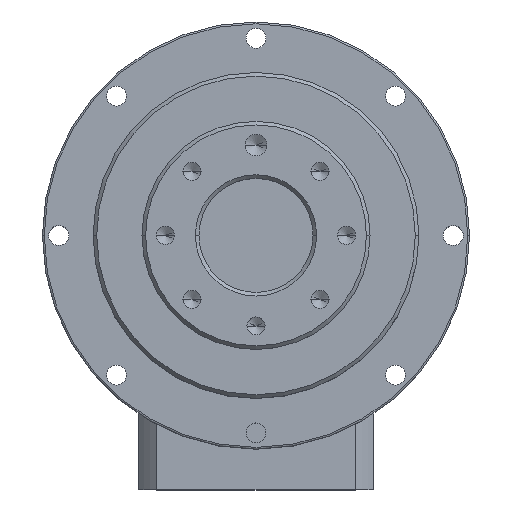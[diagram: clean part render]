
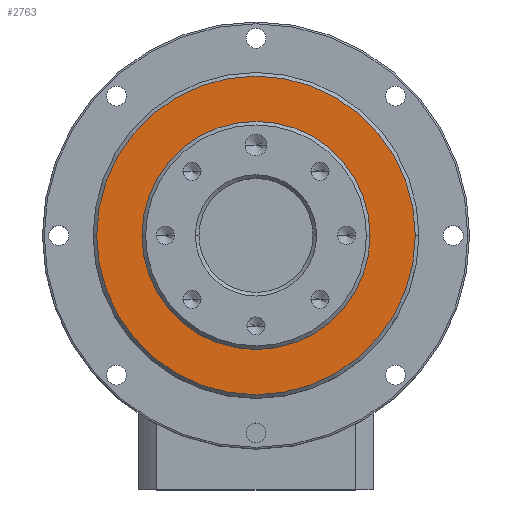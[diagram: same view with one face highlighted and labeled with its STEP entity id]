
A CAD part, top view. The second image highlights one B-rep face of the part: STEP entity #2763.
In plain terms, the highlighted planar face has unit normal (0, 0, 1).
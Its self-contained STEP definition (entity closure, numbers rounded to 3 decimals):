
#186 = CIRCLE ( 'NONE', #7672, 31.5 ) ;
#919 = CARTESIAN_POINT ( 'NONE',  ( 0., 0., -6. ) ) ;
#1242 = EDGE_LOOP ( 'NONE', ( #6941, #10996 ) ) ;
#1257 = DIRECTION ( 'NONE',  ( 0., 0., 1. ) ) ;
#1763 = CIRCLE ( 'NONE', #4193, 44. ) ;
#1848 = DIRECTION ( 'NONE',  ( 1., 0., 0. ) ) ;
#1891 = CIRCLE ( 'NONE', #6642, 44. ) ;
#2763 = ADVANCED_FACE ( 'NONE', ( #5868, #5598 ), #6843, .T. ) ;
#3215 = DIRECTION ( 'NONE',  ( 0., 0., 1. ) ) ;
#3601 = EDGE_CURVE ( 'NONE', #7750, #9572, #6290, .T. ) ;
#4193 = AXIS2_PLACEMENT_3D ( 'NONE', #8618, #3215, #9539 ) ;
#4622 = VERTEX_POINT ( 'NONE', #6287 ) ;
#4996 = DIRECTION ( 'NONE',  ( 0., 0., 1. ) ) ;
#5083 = DIRECTION ( 'NONE',  ( 1., 0., 0. ) ) ;
#5203 = CARTESIAN_POINT ( 'NONE',  ( 31.5, 0., -6. ) ) ;
#5598 = FACE_BOUND ( 'NONE', #1242, .T. ) ;
#5868 = FACE_OUTER_BOUND ( 'NONE', #8796, .T. ) ;
#6287 = CARTESIAN_POINT ( 'NONE',  ( -44., 0., -6. ) ) ;
#6290 = CIRCLE ( 'NONE', #7896, 31.5 ) ;
#6357 = EDGE_CURVE ( 'NONE', #6837, #4622, #1763, .T. ) ;
#6642 = AXIS2_PLACEMENT_3D ( 'NONE', #919, #7228, #1848 ) ;
#6653 = CARTESIAN_POINT ( 'NONE',  ( 0., 0., -6. ) ) ;
#6837 = VERTEX_POINT ( 'NONE', #9312 ) ;
#6843 = PLANE ( 'NONE',  #7152 ) ;
#6941 = ORIENTED_EDGE ( 'NONE', *, *, #11384, .F. ) ;
#6957 = CARTESIAN_POINT ( 'NONE',  ( -31.5, 0., -6. ) ) ;
#7152 = AXIS2_PLACEMENT_3D ( 'NONE', #7753, #10484, #5083 ) ;
#7228 = DIRECTION ( 'NONE',  ( 0., 0., 1. ) ) ;
#7343 = EDGE_CURVE ( 'NONE', #4622, #6837, #1891, .T. ) ;
#7552 = DIRECTION ( 'NONE',  ( 1., 0., 0. ) ) ;
#7672 = AXIS2_PLACEMENT_3D ( 'NONE', #10396, #4996, #11305 ) ;
#7750 = VERTEX_POINT ( 'NONE', #6957 ) ;
#7753 = CARTESIAN_POINT ( 'NONE',  ( 0., 0., -6. ) ) ;
#7896 = AXIS2_PLACEMENT_3D ( 'NONE', #6653, #1257, #7552 ) ;
#8471 = ORIENTED_EDGE ( 'NONE', *, *, #6357, .T. ) ;
#8618 = CARTESIAN_POINT ( 'NONE',  ( 0., 0., -6. ) ) ;
#8796 = EDGE_LOOP ( 'NONE', ( #11131, #8471 ) ) ;
#9312 = CARTESIAN_POINT ( 'NONE',  ( 44., 0., -6. ) ) ;
#9539 = DIRECTION ( 'NONE',  ( 1., 0., 0. ) ) ;
#9572 = VERTEX_POINT ( 'NONE', #5203 ) ;
#10396 = CARTESIAN_POINT ( 'NONE',  ( 0., 0., -6. ) ) ;
#10484 = DIRECTION ( 'NONE',  ( 0., 0., 1. ) ) ;
#10996 = ORIENTED_EDGE ( 'NONE', *, *, #3601, .F. ) ;
#11131 = ORIENTED_EDGE ( 'NONE', *, *, #7343, .T. ) ;
#11305 = DIRECTION ( 'NONE',  ( 1., 0., 0. ) ) ;
#11384 = EDGE_CURVE ( 'NONE', #9572, #7750, #186, .T. ) ;
